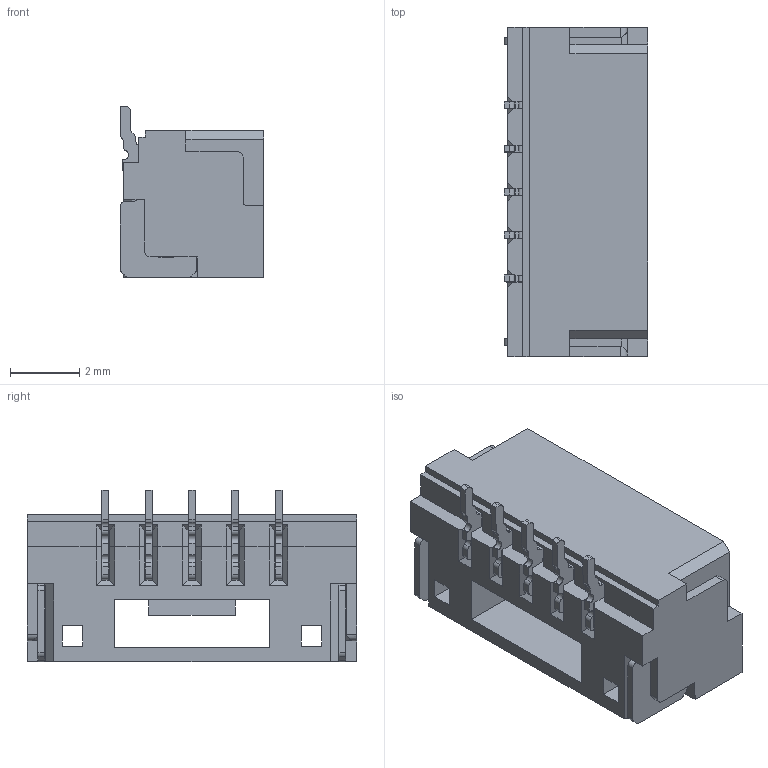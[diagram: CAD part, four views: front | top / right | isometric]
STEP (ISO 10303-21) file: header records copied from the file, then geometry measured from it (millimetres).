
FILE_DESCRIPTION( ('This file contains a STEP AP42 implementation' ,'as created by ZW3D STEP Interface translator.') ,'2;1' );
FILE_NAME( 'WF1256-WMXXER1.stp' ,'23 413. 81644', (''), ('ZWCAD Software Co.'), 'Version 1.0', 'ZW3D to STEP translator', '' );
FILE_SCHEMA(('AUTOMOTIVE_DESIGN { 1 0 10303 214 1 1 1 1 }'));
Length unit declared in the file: millimetre
Products named in the file (2): 0; WF1256-WMXXER1
Bounding box: 4.15 x 9.5 x 4.95 mm (x, y, z)
Volume: 97.8 mm3; surface area: 381.3 mm2
Topology: 1 solids, 3 shells, 561 faces, 1603 edges, 1050 vertices
Faces by surface type: plane 426, cylinder 135
Entity records: 18751 total; most frequent: CARTESIAN_POINT 3233, ORIENTED_EDGE 3214, DIRECTION 3001, EDGE_CURVE 1603, VECTOR 1317, LINE 1317, VERTEX_POINT 1050, AXIS2_PLACEMENT_3D 842
